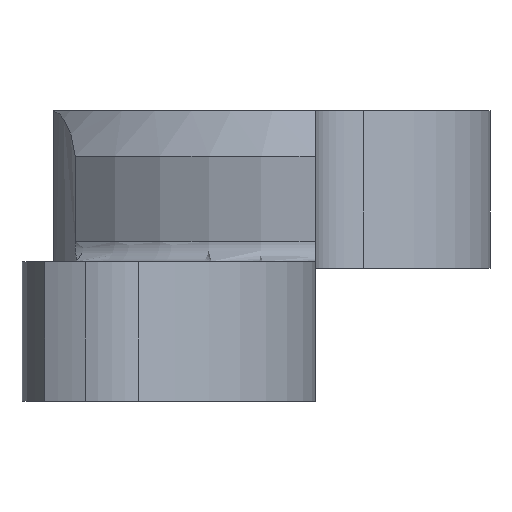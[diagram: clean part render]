
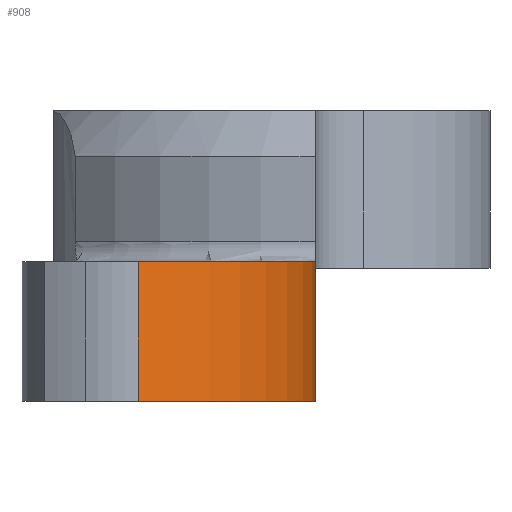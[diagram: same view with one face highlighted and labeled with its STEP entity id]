
A CAD part, front view. The second image highlights one B-rep face of the part: STEP entity #908.
In plain terms, the highlighted cylindrical face has radius 14.503 mm (diameter 29.007 mm), a partial arc.
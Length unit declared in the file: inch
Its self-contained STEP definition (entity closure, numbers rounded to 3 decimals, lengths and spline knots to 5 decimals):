
#13 = EDGE_CURVE ( 'NONE', #84, #1103, #705, .T. ) ;
#25 = ORIENTED_EDGE ( 'NONE', *, *, #1200, .F. ) ;
#45 = VECTOR ( 'NONE', #217, 39.37008 ) ;
#46 = CARTESIAN_POINT ( 'NONE',  ( 0., -1.27281, -0.655 ) ) ;
#53 = ORIENTED_EDGE ( 'NONE', *, *, #13, .T. ) ;
#60 = DIRECTION ( 'NONE',  ( 0., 0., 1. ) ) ;
#62 = CIRCLE ( 'NONE', #885, 0.571 ) ;
#84 = VERTEX_POINT ( 'NONE', #46 ) ;
#90 = EDGE_LOOP ( 'NONE', ( #53, #301, #25, #113 ) ) ;
#104 = AXIS2_PLACEMENT_3D ( 'NONE', #1036, #947, #491 ) ;
#112 = DIRECTION ( 'NONE',  ( 0., 0., 1. ) ) ;
#113 = ORIENTED_EDGE ( 'NONE', *, *, #484, .T. ) ;
#126 = CARTESIAN_POINT ( 'NONE',  ( -0.39924, -1.81736, -0.655 ) ) ;
#217 = DIRECTION ( 'NONE',  ( 0., 0., 1. ) ) ;
#301 = ORIENTED_EDGE ( 'NONE', *, *, #836, .F. ) ;
#302 = VERTEX_POINT ( 'NONE', #997 ) ;
#484 = EDGE_CURVE ( 'NONE', #562, #84, #670, .T. ) ;
#491 = DIRECTION ( 'NONE',  ( 1., 0., 0. ) ) ;
#498 = CARTESIAN_POINT ( 'NONE',  ( -0.571, -1.27281, -0.655 ) ) ;
#539 = AXIS2_PLACEMENT_3D ( 'NONE', #498, #112, #950 ) ;
#562 = VERTEX_POINT ( 'NONE', #126 ) ;
#588 = DIRECTION ( 'NONE',  ( 0., 0., 1. ) ) ;
#643 = CARTESIAN_POINT ( 'NONE',  ( 0., -1.27281, -0.34 ) ) ;
#670 = CIRCLE ( 'NONE', #539, 0.571 ) ;
#684 = CARTESIAN_POINT ( 'NONE',  ( -0.571, -1.27281, -0.34 ) ) ;
#705 = LINE ( 'NONE', #1047, #45 ) ;
#720 = CARTESIAN_POINT ( 'NONE',  ( -0.39924, -1.81736, -0.655 ) ) ;
#756 = FACE_OUTER_BOUND ( 'NONE', #90, .T. ) ;
#836 = EDGE_CURVE ( 'NONE', #302, #1103, #62, .T. ) ;
#885 = AXIS2_PLACEMENT_3D ( 'NONE', #684, #588, #1135 ) ;
#908 = ADVANCED_FACE ( 'NONE', ( #756 ), #1207, .T. ) ;
#938 = LINE ( 'NONE', #720, #1181 ) ;
#947 = DIRECTION ( 'NONE',  ( 0., 0., 1. ) ) ;
#950 = DIRECTION ( 'NONE',  ( 1., 0., 0. ) ) ;
#997 = CARTESIAN_POINT ( 'NONE',  ( -0.39924, -1.81736, -0.34 ) ) ;
#1036 = CARTESIAN_POINT ( 'NONE',  ( -0.571, -1.27281, -0.655 ) ) ;
#1047 = CARTESIAN_POINT ( 'NONE',  ( 0., -1.27281, -0.655 ) ) ;
#1103 = VERTEX_POINT ( 'NONE', #643 ) ;
#1135 = DIRECTION ( 'NONE',  ( 1., 0., 0. ) ) ;
#1181 = VECTOR ( 'NONE', #60, 39.37008 ) ;
#1200 = EDGE_CURVE ( 'NONE', #562, #302, #938, .T. ) ;
#1207 = CYLINDRICAL_SURFACE ( 'NONE', #104, 0.571 ) ;
